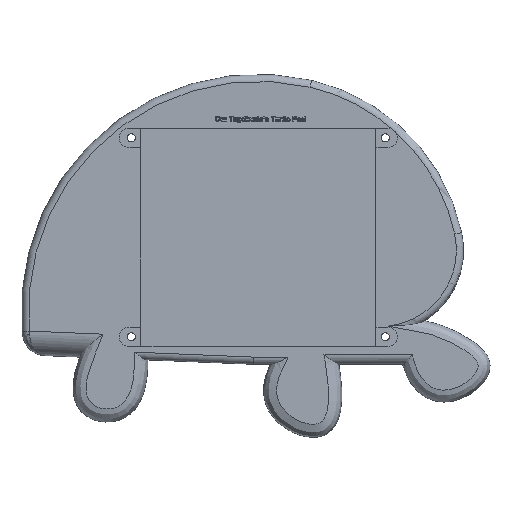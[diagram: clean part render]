
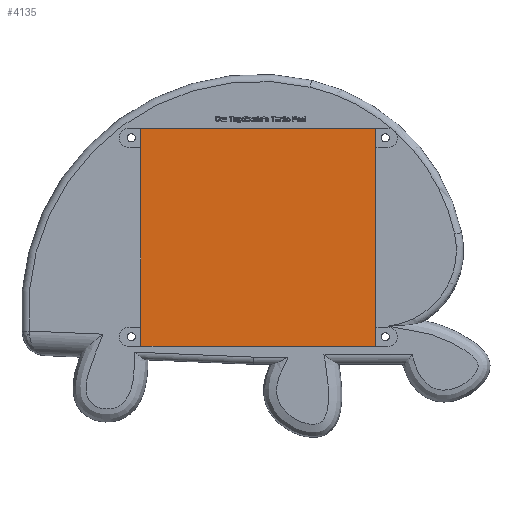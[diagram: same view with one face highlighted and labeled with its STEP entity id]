
A CAD part, top view. The second image highlights one B-rep face of the part: STEP entity #4135.
In plain terms, the highlighted planar face has unit normal (0, 0, 1).
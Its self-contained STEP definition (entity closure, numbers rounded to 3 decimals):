
#148=LINE('',#5562,#587);
#149=LINE('',#5564,#588);
#150=LINE('',#5566,#589);
#151=LINE('',#5568,#590);
#152=LINE('',#5570,#591);
#153=LINE('',#5572,#592);
#154=LINE('',#5573,#593);
#587=VECTOR('',#4636,10.);
#588=VECTOR('',#4637,10.);
#589=VECTOR('',#4638,10.);
#590=VECTOR('',#4639,10.);
#591=VECTOR('',#4640,10.);
#592=VECTOR('',#4641,10.);
#593=VECTOR('',#4642,10.);
#1026=PLANE('',#4395);
#1189=FACE_OUTER_BOUND('',#1432,.T.);
#1432=EDGE_LOOP('',(#2910,#2911,#2912,#2913,#2914,#2915,#2916,#2917));
#1720=CIRCLE('',#4393,33.5);
#1888=VERTEX_POINT('',#5535);
#1889=VERTEX_POINT('',#5546);
#1891=VERTEX_POINT('',#5561);
#1892=VERTEX_POINT('',#5563);
#1893=VERTEX_POINT('',#5565);
#1894=VERTEX_POINT('',#5567);
#1895=VERTEX_POINT('',#5569);
#1896=VERTEX_POINT('',#5571);
#2295=EDGE_CURVE('',#1888,#1889,#1720,.T.);
#2298=EDGE_CURVE('',#1891,#1888,#148,.T.);
#2299=EDGE_CURVE('',#1892,#1891,#149,.T.);
#2300=EDGE_CURVE('',#1893,#1892,#150,.T.);
#2301=EDGE_CURVE('',#1894,#1893,#151,.T.);
#2302=EDGE_CURVE('',#1895,#1894,#152,.T.);
#2303=EDGE_CURVE('',#1896,#1895,#153,.T.);
#2304=EDGE_CURVE('',#1889,#1896,#154,.T.);
#2910=ORIENTED_EDGE('',*,*,#2295,.F.);
#2911=ORIENTED_EDGE('',*,*,#2298,.F.);
#2912=ORIENTED_EDGE('',*,*,#2299,.F.);
#2913=ORIENTED_EDGE('',*,*,#2300,.F.);
#2914=ORIENTED_EDGE('',*,*,#2301,.F.);
#2915=ORIENTED_EDGE('',*,*,#2302,.F.);
#2916=ORIENTED_EDGE('',*,*,#2303,.F.);
#2917=ORIENTED_EDGE('',*,*,#2304,.F.);
#4135=ADVANCED_FACE('',(#1189),#1026,.T.);
#4393=AXIS2_PLACEMENT_3D('',#5547,#4630,#4631);
#4395=AXIS2_PLACEMENT_3D('',#5560,#4634,#4635);
#4630=DIRECTION('center_axis',(0.,0.,-1.));
#4631=DIRECTION('ref_axis',(0.811,-0.586,0.));
#4634=DIRECTION('center_axis',(0.,0.,1.));
#4635=DIRECTION('ref_axis',(1.,0.,0.));
#4636=DIRECTION('',(1.,0.,0.));
#4637=DIRECTION('',(0.,-1.,0.));
#4638=DIRECTION('',(1.,0.,0.));
#4639=DIRECTION('',(0.,1.,0.));
#4640=DIRECTION('',(-1.,0.,0.));
#4641=DIRECTION('',(0.,-1.,0.));
#4642=DIRECTION('',(-1.,0.,0.));
#5535=CARTESIAN_POINT('',(83.225,-15.,3.));
#5546=CARTESIAN_POINT('',(68.039,-34.293,3.));
#5547=CARTESIAN_POINT('Origin',(51.139,-5.368,3.));
#5560=CARTESIAN_POINT('Origin',(0.,0.,3.));
#5561=CARTESIAN_POINT('',(49.316,-15.,3.));
#5562=CARTESIAN_POINT('',(84.,-15.,3.));
#5563=CARTESIAN_POINT('',(49.316,45.744,3.));
#5564=CARTESIAN_POINT('',(49.316,22.872,3.));
#5565=CARTESIAN_POINT('',(-49.316,45.744,3.));
#5566=CARTESIAN_POINT('',(-24.658,45.744,3.));
#5567=CARTESIAN_POINT('',(-49.316,-45.744,3.));
#5568=CARTESIAN_POINT('',(-49.316,-22.872,3.));
#5569=CARTESIAN_POINT('',(49.316,-45.744,3.));
#5570=CARTESIAN_POINT('',(24.658,-45.744,3.));
#5571=CARTESIAN_POINT('',(49.316,-34.293,3.));
#5572=CARTESIAN_POINT('',(49.316,22.872,3.));
#5573=CARTESIAN_POINT('',(49.316,-34.293,3.));
